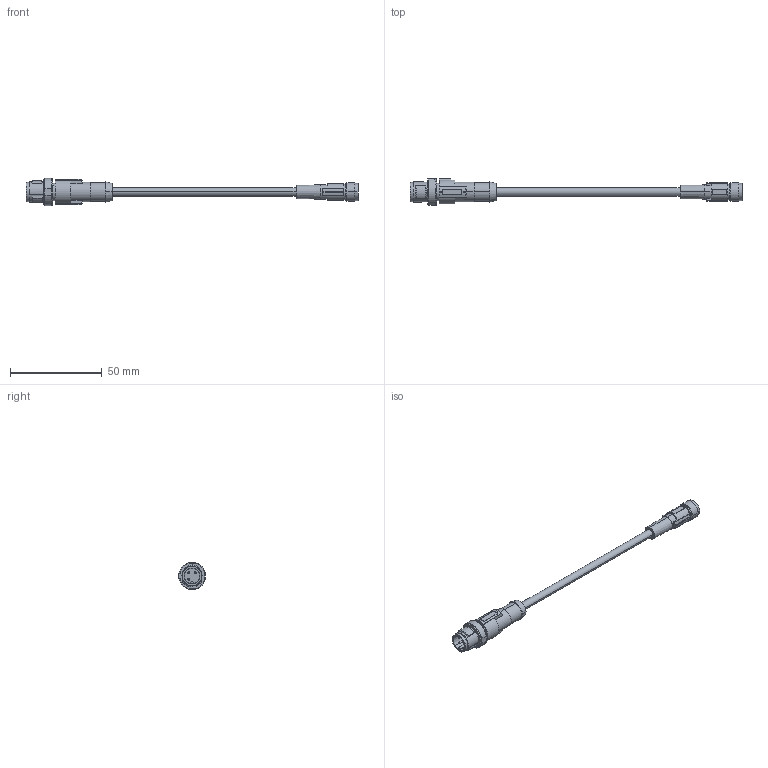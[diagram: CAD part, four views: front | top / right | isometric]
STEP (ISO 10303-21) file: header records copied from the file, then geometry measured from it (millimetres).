
FILE_DESCRIPTION(('SolidDesigner STEP Export'),'2;1');
FILE_NAME('1406295_SAC_3P_MS_0.5_542_M8FS_SCO_BK-select.stp','2013-09-30T12:26:27',(''),(''),'Creo Elements/Direct Modeling STEP processor for AP214 (Solid Model)','Creo Elements/Direct Modeling 18.1B 29-Sep-2012 (C) Parametric Technology GmbH','');
FILE_SCHEMA(('AUTOMOTIVE_DESIGN { 1 0 10303 214 1 1 1 1 }'));
Length unit declared in the file: millimetre
Products named in the file (1): 1406295_SAC_3P_MS_0.5_542_M8FS_SCO_BK-select
Bounding box: 180.5 x 14.4 x 14.79 mm (x, y, z)
Volume: 7878 mm3; surface area: 5390.6 mm2
Topology: 1 solids, 1 shells, 213 faces, 552 edges, 366 vertices
Faces by surface type: plane 94, cylinder 86, cone 27, bspline 6
Entity records: 11720 total; most frequent: CARTESIAN_POINT 4979, ORIENTED_EDGE 1104, DIRECTION 923, EDGE_CURVE 552, VERTEX_POINT 366, AXIS2_PLACEMENT_3D 334, VECTOR 255, LINE 255
